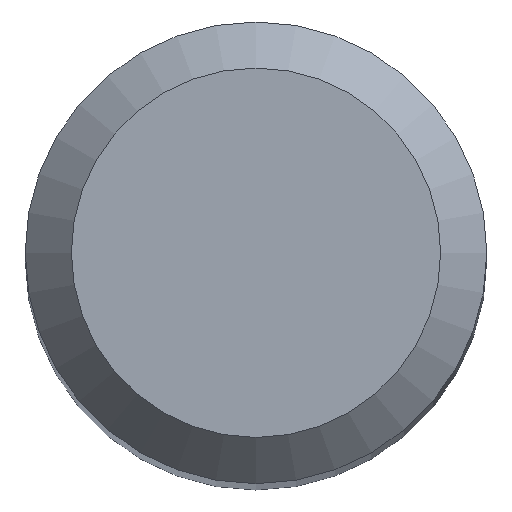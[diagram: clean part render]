
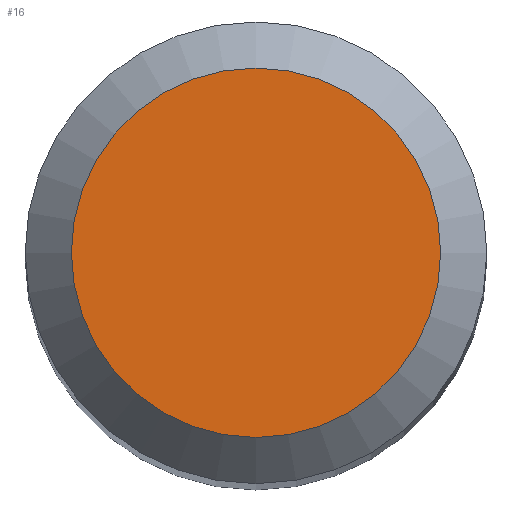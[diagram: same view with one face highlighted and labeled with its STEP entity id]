
A CAD part, top view. The second image highlights one B-rep face of the part: STEP entity #16.
In plain terms, the highlighted planar face has unit normal (0, 0, 1).
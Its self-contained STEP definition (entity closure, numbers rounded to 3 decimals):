
#16 = ADVANCED_FACE ( 'NONE', ( #129 ), #75, .F. ) ;
#28 = VERTEX_POINT ( 'NONE', #219 ) ;
#47 = EDGE_CURVE ( 'NONE', #28, #28, #214, .T. ) ;
#62 = DIRECTION ( 'NONE',  ( 0., 1., 0. ) ) ;
#75 = PLANE ( 'NONE',  #144 ) ;
#111 = DIRECTION ( 'NONE',  ( 0., 0., -1. ) ) ;
#115 = AXIS2_PLACEMENT_3D ( 'NONE', #135, #117, #62 ) ;
#117 = DIRECTION ( 'NONE',  ( 0., 0., -1. ) ) ;
#129 = FACE_OUTER_BOUND ( 'NONE', #195, .T. ) ;
#135 = CARTESIAN_POINT ( 'NONE',  ( 0., 0., 38. ) ) ;
#144 = AXIS2_PLACEMENT_3D ( 'NONE', #196, #111, #176 ) ;
#145 = ORIENTED_EDGE ( 'NONE', *, *, #47, .F. ) ;
#176 = DIRECTION ( 'NONE',  ( 0., 1., 0. ) ) ;
#195 = EDGE_LOOP ( 'NONE', ( #145 ) ) ;
#196 = CARTESIAN_POINT ( 'NONE',  ( 0., 0., 38. ) ) ;
#214 = CIRCLE ( 'NONE', #115, 1.2 ) ;
#219 = CARTESIAN_POINT ( 'NONE',  ( 0., 1.2, 38. ) ) ;
